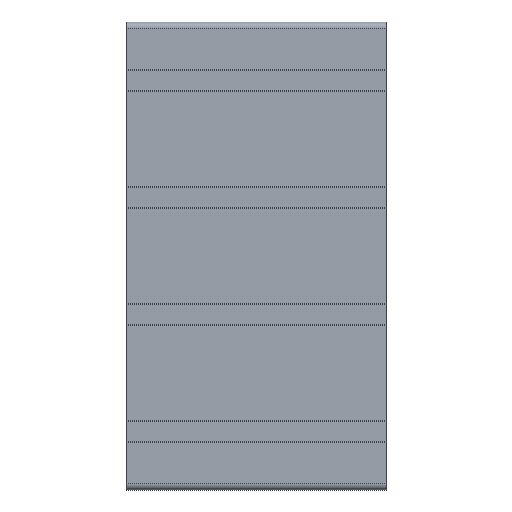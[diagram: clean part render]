
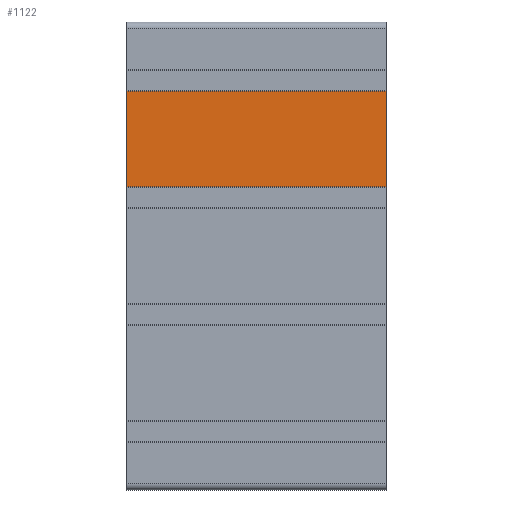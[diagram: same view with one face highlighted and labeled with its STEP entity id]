
A CAD part, front view. The second image highlights one B-rep face of the part: STEP entity #1122.
In plain terms, the highlighted planar face has unit normal (0, -1, 0).
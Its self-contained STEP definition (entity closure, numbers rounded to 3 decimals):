
#306 = CARTESIAN_POINT ( 'NONE',  ( 41.509, 57.547, 153.35 ) ) ;
#353 = VECTOR ( 'NONE', #1793, 1000. ) ;
#456 = ORIENTED_EDGE ( 'NONE', *, *, #2986, .F. ) ;
#479 = CARTESIAN_POINT ( 'NONE',  ( 41.509, 57.547, 116.65 ) ) ;
#484 = ORIENTED_EDGE ( 'NONE', *, *, #2728, .T. ) ;
#584 = VECTOR ( 'NONE', #2099, 1000. ) ;
#694 = PLANE ( 'NONE',  #2525 ) ;
#745 = DIRECTION ( 'NONE',  ( 0., 0., -1. ) ) ;
#746 = VECTOR ( 'NONE', #2734, 1000. ) ;
#755 = VERTEX_POINT ( 'NONE', #2390 ) ;
#849 = EDGE_CURVE ( 'NONE', #755, #2086, #2039, .T. ) ;
#888 = CARTESIAN_POINT ( 'NONE',  ( 41.509, 57.547, 116.65 ) ) ;
#1022 = LINE ( 'NONE', #306, #584 ) ;
#1122 = ADVANCED_FACE ( 'NONE', ( #1256 ), #694, .F. ) ;
#1256 = FACE_OUTER_BOUND ( 'NONE', #2892, .T. ) ;
#1430 = DIRECTION ( 'NONE',  ( 0., 0., 1. ) ) ;
#1504 = LINE ( 'NONE', #479, #2796 ) ;
#1793 = DIRECTION ( 'NONE',  ( 0., 0., -1. ) ) ;
#1999 = ORIENTED_EDGE ( 'NONE', *, *, #2052, .F. ) ;
#2039 = LINE ( 'NONE', #3068, #353 ) ;
#2052 = EDGE_CURVE ( 'NONE', #2260, #2397, #1504, .T. ) ;
#2086 = VERTEX_POINT ( 'NONE', #2791 ) ;
#2099 = DIRECTION ( 'NONE',  ( -1., 0., 0. ) ) ;
#2260 = VERTEX_POINT ( 'NONE', #3063 ) ;
#2326 = CARTESIAN_POINT ( 'NONE',  ( 41.509, 57.547, 116.65 ) ) ;
#2390 = CARTESIAN_POINT ( 'NONE',  ( -58.491, 57.547, 153.35 ) ) ;
#2397 = VERTEX_POINT ( 'NONE', #2326 ) ;
#2525 = AXIS2_PLACEMENT_3D ( 'NONE', #888, #2648, #1430 ) ;
#2648 = DIRECTION ( 'NONE',  ( 0., 1., 0. ) ) ;
#2728 = EDGE_CURVE ( 'NONE', #2260, #755, #1022, .T. ) ;
#2734 = DIRECTION ( 'NONE',  ( -1., 0., 0. ) ) ;
#2791 = CARTESIAN_POINT ( 'NONE',  ( -58.491, 57.547, 116.65 ) ) ;
#2796 = VECTOR ( 'NONE', #745, 1000. ) ;
#2892 = EDGE_LOOP ( 'NONE', ( #2952, #456, #1999, #484 ) ) ;
#2952 = ORIENTED_EDGE ( 'NONE', *, *, #849, .T. ) ;
#2986 = EDGE_CURVE ( 'NONE', #2397, #2086, #3241, .T. ) ;
#3009 = CARTESIAN_POINT ( 'NONE',  ( 41.509, 57.547, 116.65 ) ) ;
#3063 = CARTESIAN_POINT ( 'NONE',  ( 41.509, 57.547, 153.35 ) ) ;
#3068 = CARTESIAN_POINT ( 'NONE',  ( -58.491, 57.547, 116.65 ) ) ;
#3241 = LINE ( 'NONE', #3009, #746 ) ;
